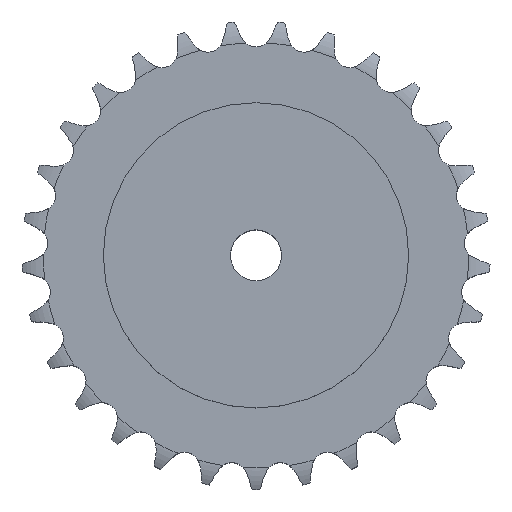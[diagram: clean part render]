
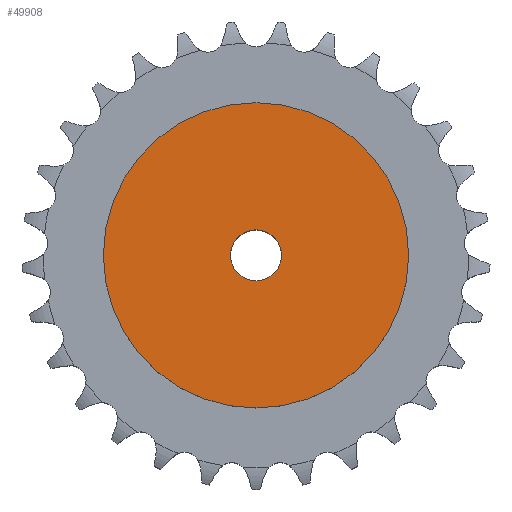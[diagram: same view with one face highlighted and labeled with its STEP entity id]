
A CAD part, top view. The second image highlights one B-rep face of the part: STEP entity #49908.
In plain terms, the highlighted planar face has unit normal (0, 0, 1).
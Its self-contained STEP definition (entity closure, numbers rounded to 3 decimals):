
#26596 = CYLINDRICAL_SURFACE('',#26597,10.);
#26597 = AXIS2_PLACEMENT_3D('',#26598,#26599,#26600);
#26598 = CARTESIAN_POINT('',(0.,0.,282.231));
#26599 = DIRECTION('',(0.,0.,1.));
#26600 = DIRECTION('',(1.,0.,0.));
#34133 = EDGE_CURVE('',#34134,#34134,#34136,.T.);
#34134 = VERTEX_POINT('',#34135);
#34135 = CARTESIAN_POINT('',(10.,0.,50.));
#34136 = SURFACE_CURVE('',#34137,(#34142,#34149),.PCURVE_S1.);
#34137 = CIRCLE('',#34138,10.);
#34138 = AXIS2_PLACEMENT_3D('',#34139,#34140,#34141);
#34139 = CARTESIAN_POINT('',(0.,0.,50.));
#34140 = DIRECTION('',(0.,0.,1.));
#34141 = DIRECTION('',(1.,0.,0.));
#34142 = PCURVE('',#26596,#34143);
#34143 = DEFINITIONAL_REPRESENTATION('',(#34144),#34148);
#34144 = LINE('',#34145,#34146);
#34145 = CARTESIAN_POINT('',(0.,-232.231));
#34146 = VECTOR('',#34147,1.);
#34147 = DIRECTION('',(1.,0.));
#34148 = ( GEOMETRIC_REPRESENTATION_CONTEXT(2) 
PARAMETRIC_REPRESENTATION_CONTEXT() REPRESENTATION_CONTEXT('2D SPACE',''
  ) );
#34149 = PCURVE('',#34150,#34155);
#34150 = PLANE('',#34151);
#34151 = AXIS2_PLACEMENT_3D('',#34152,#34153,#34154);
#34152 = CARTESIAN_POINT('',(0.,0.,50.)
  );
#34153 = DIRECTION('',(0.,0.,1.));
#34154 = DIRECTION('',(1.,0.,0.));
#34155 = DEFINITIONAL_REPRESENTATION('',(#34156),#34160);
#34156 = CIRCLE('',#34157,10.);
#34157 = AXIS2_PLACEMENT_2D('',#34158,#34159);
#34158 = CARTESIAN_POINT('',(0.,0.));
#34159 = DIRECTION('',(1.,0.));
#34160 = ( GEOMETRIC_REPRESENTATION_CONTEXT(2) 
PARAMETRIC_REPRESENTATION_CONTEXT() REPRESENTATION_CONTEXT('2D SPACE',''
  ) );
#49908 = ADVANCED_FACE('',(#49909,#49940),#34150,.T.);
#49909 = FACE_BOUND('',#49910,.T.);
#49910 = EDGE_LOOP('',(#49911));
#49911 = ORIENTED_EDGE('',*,*,#49912,.T.);
#49912 = EDGE_CURVE('',#49913,#49913,#49915,.T.);
#49913 = VERTEX_POINT('',#49914);
#49914 = CARTESIAN_POINT('',(60.,0.,50.));
#49915 = SURFACE_CURVE('',#49916,(#49921,#49928),.PCURVE_S1.);
#49916 = CIRCLE('',#49917,60.);
#49917 = AXIS2_PLACEMENT_3D('',#49918,#49919,#49920);
#49918 = CARTESIAN_POINT('',(0.,0.,50.));
#49919 = DIRECTION('',(0.,0.,1.));
#49920 = DIRECTION('',(1.,0.,0.));
#49921 = PCURVE('',#34150,#49922);
#49922 = DEFINITIONAL_REPRESENTATION('',(#49923),#49927);
#49923 = CIRCLE('',#49924,60.);
#49924 = AXIS2_PLACEMENT_2D('',#49925,#49926);
#49925 = CARTESIAN_POINT('',(0.,0.));
#49926 = DIRECTION('',(1.,0.));
#49927 = ( GEOMETRIC_REPRESENTATION_CONTEXT(2) 
PARAMETRIC_REPRESENTATION_CONTEXT() REPRESENTATION_CONTEXT('2D SPACE',''
  ) );
#49928 = PCURVE('',#49929,#49934);
#49929 = CYLINDRICAL_SURFACE('',#49930,60.);
#49930 = AXIS2_PLACEMENT_3D('',#49931,#49932,#49933);
#49931 = CARTESIAN_POINT('',(0.,0.,0.));
#49932 = DIRECTION('',(-0.,-0.,-1.));
#49933 = DIRECTION('',(1.,0.,0.));
#49934 = DEFINITIONAL_REPRESENTATION('',(#49935),#49939);
#49935 = LINE('',#49936,#49937);
#49936 = CARTESIAN_POINT('',(-0.,-50.));
#49937 = VECTOR('',#49938,1.);
#49938 = DIRECTION('',(-1.,0.));
#49939 = ( GEOMETRIC_REPRESENTATION_CONTEXT(2) 
PARAMETRIC_REPRESENTATION_CONTEXT() REPRESENTATION_CONTEXT('2D SPACE',''
  ) );
#49940 = FACE_BOUND('',#49941,.T.);
#49941 = EDGE_LOOP('',(#49942));
#49942 = ORIENTED_EDGE('',*,*,#34133,.F.);
